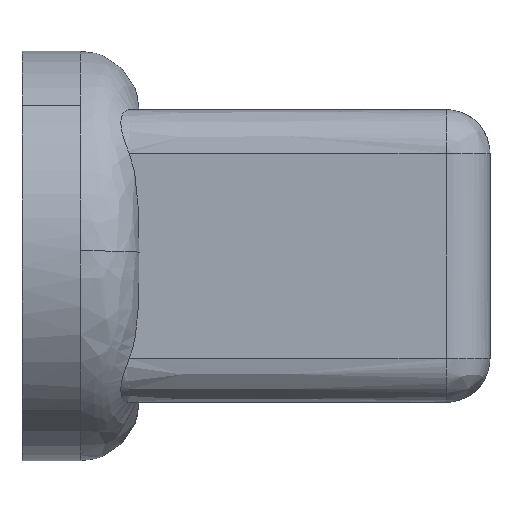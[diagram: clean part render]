
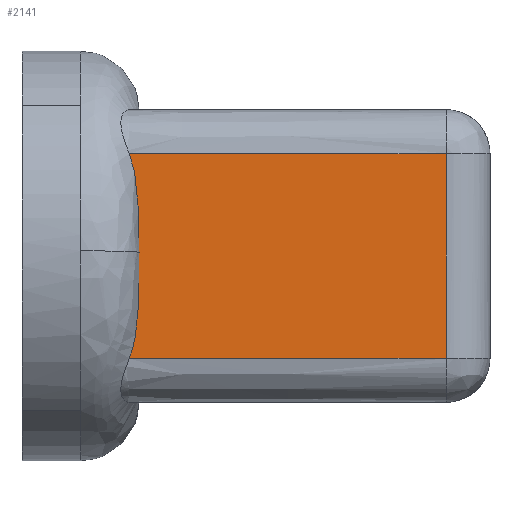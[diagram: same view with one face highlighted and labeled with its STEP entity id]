
A CAD part, left-side view. The second image highlights one B-rep face of the part: STEP entity #2141.
In plain terms, the highlighted free-form (B-spline) face has degree [1, 1] with [2, 2] control points.
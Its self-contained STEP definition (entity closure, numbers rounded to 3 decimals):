
#998=CARTESIAN_POINT('',(-10.,16.664,-7.));
#999=VERTEX_POINT('',#998);
#1032=CARTESIAN_POINT('',(-10.,16.,0.251));
#1033=VERTEX_POINT('',#1032);
#1034=CARTESIAN_POINT('',(-10.,16.,0.251));
#1035=CARTESIAN_POINT('',(-10.,16.,0.175));
#1036=CARTESIAN_POINT('',(-10.,16.,0.099));
#1037=CARTESIAN_POINT('',(-10.,16.,-0.051));
#1038=CARTESIAN_POINT('',(-10.,16.,-0.125));
#1039=CARTESIAN_POINT('',(-10.,16.,-0.273));
#1040=CARTESIAN_POINT('',(-10.,16.,-0.494));
#1041=CARTESIAN_POINT('',(-10.,16.,-0.715));
#1042=CARTESIAN_POINT('',(-10.,16.,-1.158));
#1043=CARTESIAN_POINT('',(-10.,16.001,-1.453));
#1044=CARTESIAN_POINT('',(-10.,16.005,-2.044));
#1045=CARTESIAN_POINT('',(-10.,16.008,-2.339));
#1046=CARTESIAN_POINT('',(-10.,16.021,-2.929));
#1047=CARTESIAN_POINT('',(-10.,16.031,-3.224));
#1048=CARTESIAN_POINT('',(-10.,16.06,-3.813));
#1049=CARTESIAN_POINT('',(-10.,16.08,-4.108));
#1050=CARTESIAN_POINT('',(-10.,16.123,-4.549));
#1051=CARTESIAN_POINT('',(-10.,16.139,-4.696));
#1052=CARTESIAN_POINT('',(-10.,16.176,-4.99));
#1053=CARTESIAN_POINT('',(-10.,16.197,-5.137));
#1054=CARTESIAN_POINT('',(-10.,16.268,-5.576));
#1055=CARTESIAN_POINT('',(-10.,16.326,-5.866));
#1056=CARTESIAN_POINT('',(-10.,16.435,-6.295));
#1057=CARTESIAN_POINT('',(-10.,16.475,-6.438));
#1058=CARTESIAN_POINT('',(-10.,16.563,-6.721));
#1059=CARTESIAN_POINT('',(-10.,16.611,-6.862));
#1060=CARTESIAN_POINT('',(-10.,16.664,-7.));
#1061=B_SPLINE_CURVE_WITH_KNOTS('',3,(#1034,#1035,#1036,#1037,#1038,#1039,#1040,#1041,#1042,#1043,#1044,#1045,#1046,#1047,#1048,#1049,#1050,#1051,#1052,#1053,#1054,#1055,#1056,#1057,#1058,#1059,#1060),.UNSPECIFIED.,.F.,.U.,(4,2,2,1,2,2,2,2,2,2,2,2,2,4),(0.484,0.5,0.516,0.531,0.562,0.625,0.687,0.75,0.812,0.844,0.875,0.938,0.969,1.0),.UNSPECIFIED.);
#1062=EDGE_CURVE('',#1033,#999,#1061,.T.);
#1106=CARTESIAN_POINT('',(-10.,16.664,7.));
#1107=VERTEX_POINT('',#1106);
#1108=CARTESIAN_POINT('',(-10.,16.664,7.));
#1109=CARTESIAN_POINT('',(-10.,16.56,6.726));
#1110=CARTESIAN_POINT('',(-10.,16.473,6.446));
#1111=CARTESIAN_POINT('',(-10.,16.365,6.019));
#1112=CARTESIAN_POINT('',(-10.,16.332,5.876));
#1113=CARTESIAN_POINT('',(-10.,16.273,5.588));
#1114=CARTESIAN_POINT('',(-10.,16.247,5.442));
#1115=CARTESIAN_POINT('',(-10.,16.175,5.005));
#1116=CARTESIAN_POINT('',(-10.,16.139,4.713));
#1117=CARTESIAN_POINT('',(-10.,16.082,4.129));
#1118=CARTESIAN_POINT('',(-10.,16.062,3.836));
#1119=CARTESIAN_POINT('',(-10.,16.032,3.25));
#1120=CARTESIAN_POINT('',(-10.,16.022,2.957));
#1121=CARTESIAN_POINT('',(-10.,16.009,2.371));
#1122=CARTESIAN_POINT('',(-10.,16.005,2.077));
#1123=CARTESIAN_POINT('',(-10.,16.001,1.49));
#1124=CARTESIAN_POINT('',(-10.,16.,1.197));
#1125=CARTESIAN_POINT('',(-10.,16.,0.686));
#1126=CARTESIAN_POINT('',(-10.,16.,0.469));
#1127=CARTESIAN_POINT('',(-10.,16.,0.251));
#1128=B_SPLINE_CURVE_WITH_KNOTS('',3,(#1108,#1109,#1110,#1111,#1112,#1113,#1114,#1115,#1116,#1117,#1118,#1119,#1120,#1121,#1122,#1123,#1124,#1125,#1126,#1127),.UNSPECIFIED.,.F.,.U.,(4,2,2,2,2,2,2,2,2,4),(0.0,0.063,0.094,0.125,0.188,0.25,0.312,0.375,0.437,0.484),.UNSPECIFIED.);
#1129=EDGE_CURVE('',#1107,#1033,#1128,.T.);
#1917=CARTESIAN_POINT('',(-10.,-5.,7.));
#1918=VERTEX_POINT('',#1917);
#1977=CARTESIAN_POINT('',(-10.,-5.,-7.));
#1978=VERTEX_POINT('',#1977);
#2024=CARTESIAN_POINT('',(-10.,-5.,-7.));
#2025=CARTESIAN_POINT('',(-10.,-5.,7.));
#2026=QUASI_UNIFORM_CURVE('',1,(#2024,#2025),.UNSPECIFIED.,.F.,.U.);
#2027=EDGE_CURVE('',#1978,#1918,#2026,.T.);
#2110=CARTESIAN_POINT('',(-10.,16.664,-7.));
#2111=CARTESIAN_POINT('',(-10.,-5.,-7.));
#2112=QUASI_UNIFORM_CURVE('',1,(#2110,#2111),.UNSPECIFIED.,.F.,.U.);
#2113=EDGE_CURVE('',#999,#1978,#2112,.T.);
#2125=CARTESIAN_POINT('',(-10.,-6.082,-7.699));
#2126=CARTESIAN_POINT('',(-10.,-6.082,7.699));
#2127=CARTESIAN_POINT('',(-10.,17.746,-7.699));
#2128=CARTESIAN_POINT('',(-10.,17.746,7.699));
#2129=B_SPLINE_SURFACE_WITH_KNOTS('',1,1,((#2125,#2127),(#2126,#2128)),.UNSPECIFIED.,.F.,.F.,.U.,(2,2),(2,2),(0.0,15.399),(0.0,23.828),.UNSPECIFIED.);
#2130=CARTESIAN_POINT('',(-10.,16.664,7.));
#2131=CARTESIAN_POINT('',(-10.,-5.,7.));
#2132=QUASI_UNIFORM_CURVE('',1,(#2130,#2131),.UNSPECIFIED.,.F.,.U.);
#2133=EDGE_CURVE('',#1107,#1918,#2132,.T.);
#2134=ORIENTED_EDGE('',*,*,#2133,.F.);
#2135=ORIENTED_EDGE('',*,*,#1129,.T.);
#2136=ORIENTED_EDGE('',*,*,#1062,.T.);
#2137=ORIENTED_EDGE('',*,*,#2113,.T.);
#2138=ORIENTED_EDGE('',*,*,#2027,.T.);
#2139=EDGE_LOOP('',(#2134,#2135,#2136,#2137,#2138));
#2140=FACE_OUTER_BOUND('',#2139,.T.);
#2141=ADVANCED_FACE('',(#2140),#2129,.T.);
